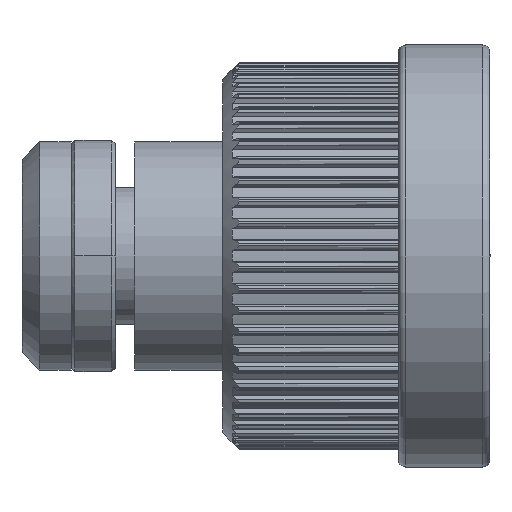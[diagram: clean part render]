
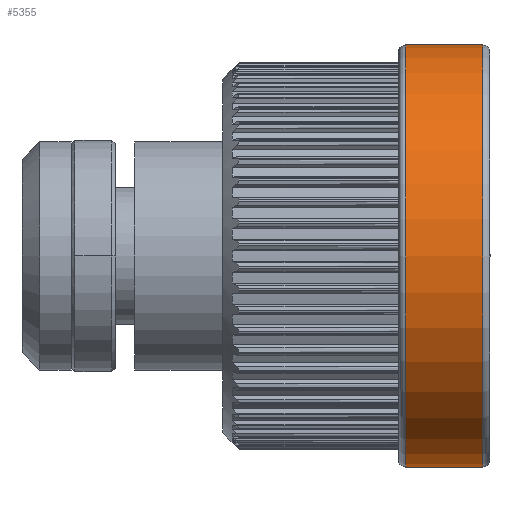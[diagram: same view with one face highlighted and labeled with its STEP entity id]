
A CAD part, left-side view. The second image highlights one B-rep face of the part: STEP entity #5355.
In plain terms, the highlighted cylindrical face has radius 6 mm (diameter 12 mm), a partial arc.
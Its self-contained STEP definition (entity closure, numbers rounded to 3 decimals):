
#146 = LINE ( 'NONE', #15766, #648 ) ;
#611 = CARTESIAN_POINT ( 'NONE',  ( -0.847, -8.054, 13.59 ) ) ;
#648 = VECTOR ( 'NONE', #19844, 1000. ) ;
#2134 = CARTESIAN_POINT ( 'NONE',  ( -0.847, -8.054, 19.59 ) ) ;
#2142 = ORIENTED_EDGE ( 'NONE', *, *, #4215, .F. ) ;
#2300 = DIRECTION ( 'NONE',  ( 0., 0., -1. ) ) ;
#2786 = VERTEX_POINT ( 'NONE', #2134 ) ;
#3683 = CARTESIAN_POINT ( 'NONE',  ( -0.847, -5.854, 7.59 ) ) ;
#3684 = CARTESIAN_POINT ( 'NONE',  ( -0.847, -8.054, 7.59 ) ) ;
#4215 = EDGE_CURVE ( 'NONE', #11692, #12071, #146, .T. ) ;
#4274 = LINE ( 'NONE', #14475, #8840 ) ;
#4800 = FACE_OUTER_BOUND ( 'NONE', #13646, .T. ) ;
#5138 = CARTESIAN_POINT ( 'NONE',  ( -0.847, -5.854, 13.59 ) ) ;
#5355 = ADVANCED_FACE ( 'NONE', ( #4800 ), #17447, .T. ) ;
#5366 = EDGE_CURVE ( 'NONE', #2786, #16925, #4274, .T. ) ;
#6874 = DIRECTION ( 'NONE',  ( 0., 0., -1. ) ) ;
#7248 = ORIENTED_EDGE ( 'NONE', *, *, #5366, .T. ) ;
#7946 = ORIENTED_EDGE ( 'NONE', *, *, #17843, .T. ) ;
#8408 = AXIS2_PLACEMENT_3D ( 'NONE', #611, #12536, #2300 ) ;
#8710 = CARTESIAN_POINT ( 'NONE',  ( -0.847, -5.854, 19.59 ) ) ;
#8840 = VECTOR ( 'NONE', #14491, 1000. ) ;
#10250 = CIRCLE ( 'NONE', #8408, 6. ) ;
#11692 = VERTEX_POINT ( 'NONE', #3684 ) ;
#12071 = VERTEX_POINT ( 'NONE', #3683 ) ;
#12536 = DIRECTION ( 'NONE',  ( 0., 1., 0. ) ) ;
#13646 = EDGE_LOOP ( 'NONE', ( #2142, #21610, #7248, #7946 ) ) ;
#14160 = CIRCLE ( 'NONE', #21307, 6. ) ;
#14402 = EDGE_CURVE ( 'NONE', #11692, #2786, #10250, .T. ) ;
#14475 = CARTESIAN_POINT ( 'NONE',  ( -0.847, -8.254, 19.59 ) ) ;
#14491 = DIRECTION ( 'NONE',  ( 0., 1., 0. ) ) ;
#14538 = DIRECTION ( 'NONE',  ( 0., 1., 0. ) ) ;
#14676 = CARTESIAN_POINT ( 'NONE',  ( -0.847, -8.254, 13.59 ) ) ;
#14860 = DIRECTION ( 'NONE',  ( 0., 0., 1. ) ) ;
#15766 = CARTESIAN_POINT ( 'NONE',  ( -0.847, -8.254, 7.59 ) ) ;
#16925 = VERTEX_POINT ( 'NONE', #8710 ) ;
#17187 = DIRECTION ( 'NONE',  ( 0., -1., 0. ) ) ;
#17447 = CYLINDRICAL_SURFACE ( 'NONE', #17877, 6. ) ;
#17843 = EDGE_CURVE ( 'NONE', #16925, #12071, #14160, .T. ) ;
#17877 = AXIS2_PLACEMENT_3D ( 'NONE', #14676, #14538, #14860 ) ;
#19844 = DIRECTION ( 'NONE',  ( 0., 1., 0. ) ) ;
#21307 = AXIS2_PLACEMENT_3D ( 'NONE', #5138, #17187, #6874 ) ;
#21610 = ORIENTED_EDGE ( 'NONE', *, *, #14402, .T. ) ;
